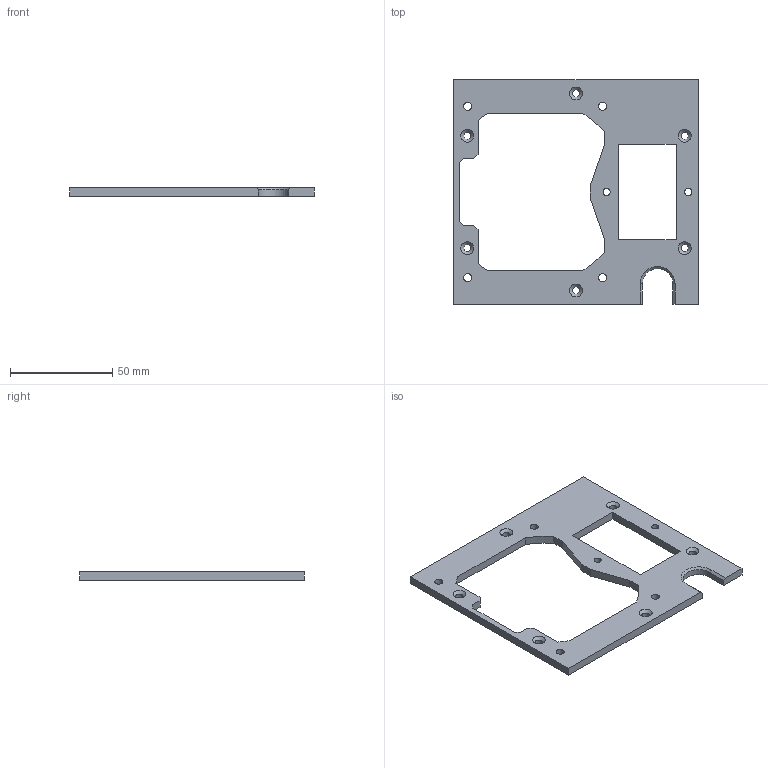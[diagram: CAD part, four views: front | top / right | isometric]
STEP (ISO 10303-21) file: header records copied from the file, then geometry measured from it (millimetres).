
FILE_DESCRIPTION(('STEP AP214'), '1');
FILE_NAME('WanHao i3 Backplate', '2016-02-24T13:35:07', ('JonBAL'), ('CtrlSoft'), 'ASCON STEP Converter 1.3', 'ASCON Math Kernel', '');
FILE_SCHEMA(('AUTOMOTIVE_DESIGN { 1 0 10303 214 3 1 1}'));
Length unit declared in the file: millimetre
Bounding box: 120 x 110 x 4 mm (x, y, z)
Volume: 26818.2 mm3; surface area: 17619.6 mm2
Topology: 1 solids, 1 shells, 55 faces, 153 edges, 100 vertices
Faces by surface type: plane 31, cylinder 17, cone 7
Full cylindrical faces by diameter (mm): 3.5 x2, 3.6 x6, 4 x4
Entity records: 2212 total; most frequent: CARTESIAN_POINT 291, DIRECTION 290, ORIENTED_EDGE 270, EDGE_CURVE 135, EDGE_LOOP 101, VERTEX_POINT 100, AXIS2_PLACEMENT_3D 99, LINE 92
